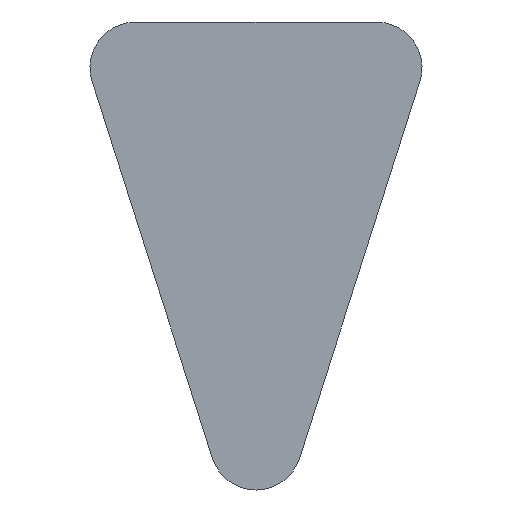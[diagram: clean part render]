
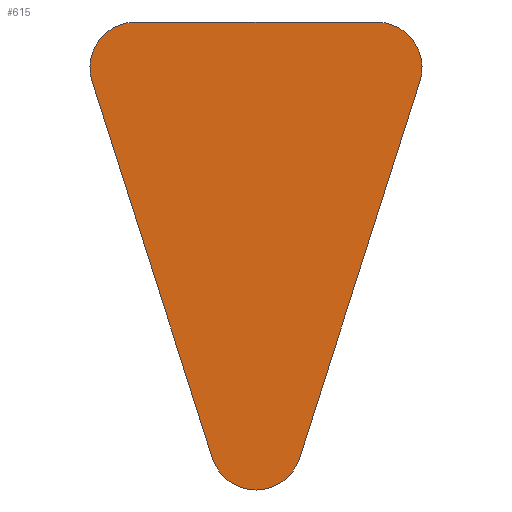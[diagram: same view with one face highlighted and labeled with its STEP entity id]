
A CAD part, front view. The second image highlights one B-rep face of the part: STEP entity #615.
In plain terms, the highlighted planar face has unit normal (0, -1, 0).
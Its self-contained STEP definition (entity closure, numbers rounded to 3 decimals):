
#2 = EDGE_CURVE ( 'NONE', #118, #111, #36, .T. ) ;
#9 = EDGE_CURVE ( 'NONE', #471, #111, #461, .T. ) ;
#16 = DIRECTION ( 'NONE',  ( 1., 0., 0. ) ) ;
#23 = ORIENTED_EDGE ( 'NONE', *, *, #9, .T. ) ;
#25 = VERTEX_POINT ( 'NONE', #402 ) ;
#26 = CIRCLE ( 'NONE', #345, 2.5 ) ;
#34 = ORIENTED_EDGE ( 'NONE', *, *, #478, .F. ) ;
#36 = LINE ( 'NONE', #93, #349 ) ;
#47 = EDGE_CURVE ( 'NONE', #766, #25, #475, .T. ) ;
#88 = CARTESIAN_POINT ( 'NONE',  ( -28.755, 0., 19.912 ) ) ;
#93 = CARTESIAN_POINT ( 'NONE',  ( -45.331, 0., 22.412 ) ) ;
#107 = DIRECTION ( 'NONE',  ( -0.304, 0., -0.953 ) ) ;
#111 = VERTEX_POINT ( 'NONE', #467 ) ;
#118 = VERTEX_POINT ( 'NONE', #476 ) ;
#137 = ORIENTED_EDGE ( 'NONE', *, *, #614, .T. ) ;
#143 = FACE_OUTER_BOUND ( 'NONE', #630, .T. ) ;
#149 = EDGE_CURVE ( 'NONE', #471, #480, #262, .T. ) ;
#150 = CARTESIAN_POINT ( 'NONE',  ( -41.908, 0., 19.912 ) ) ;
#172 = CIRCLE ( 'NONE', #541, 2.5 ) ;
#210 = PLANE ( 'NONE',  #675 ) ;
#217 = LINE ( 'NONE', #260, #375 ) ;
#233 = CARTESIAN_POINT ( 'NONE',  ( -37.713, 0., -1.434 ) ) ;
#245 = VERTEX_POINT ( 'NONE', #358 ) ;
#255 = ORIENTED_EDGE ( 'NONE', *, *, #2, .F. ) ;
#260 = CARTESIAN_POINT ( 'NONE',  ( -35.331, 0., -8.888 ) ) ;
#262 = LINE ( 'NONE', #779, #703 ) ;
#265 = DIRECTION ( 'NONE',  ( -0.304, 0., 0.953 ) ) ;
#329 = CARTESIAN_POINT ( 'NONE',  ( -32.95, 0., -1.434 ) ) ;
#336 = DIRECTION ( 'NONE',  ( 0., 0., -1. ) ) ;
#345 = AXIS2_PLACEMENT_3D ( 'NONE', #150, #636, #446 ) ;
#349 = VECTOR ( 'NONE', #16, 1000. ) ;
#358 = CARTESIAN_POINT ( 'NONE',  ( -44.29, 0., 19.152 ) ) ;
#375 = VECTOR ( 'NONE', #265, 1000. ) ;
#401 = DIRECTION ( 'NONE',  ( 0., 0., -1. ) ) ;
#402 = CARTESIAN_POINT ( 'NONE',  ( -35.331, 0., -3.173 ) ) ;
#414 = DIRECTION ( 'NONE',  ( 0., -1., 0. ) ) ;
#423 = AXIS2_PLACEMENT_3D ( 'NONE', #474, #414, #776 ) ;
#446 = DIRECTION ( 'NONE',  ( 0., 0., -1. ) ) ;
#457 = DIRECTION ( 'NONE',  ( 0., -1., 0. ) ) ;
#460 = DIRECTION ( 'NONE',  ( 0., -1., 0. ) ) ;
#461 = CIRCLE ( 'NONE', #758, 2.5 ) ;
#465 = CARTESIAN_POINT ( 'NONE',  ( 0., 0., 0. ) ) ;
#467 = CARTESIAN_POINT ( 'NONE',  ( -28.755, 0., 22.412 ) ) ;
#471 = VERTEX_POINT ( 'NONE', #628 ) ;
#474 = CARTESIAN_POINT ( 'NONE',  ( -35.331, 0., -0.673 ) ) ;
#475 = CIRCLE ( 'NONE', #423, 2.5 ) ;
#476 = CARTESIAN_POINT ( 'NONE',  ( -41.908, 0., 22.412 ) ) ;
#478 = EDGE_CURVE ( 'NONE', #766, #245, #217, .T. ) ;
#480 = VERTEX_POINT ( 'NONE', #329 ) ;
#519 = DIRECTION ( 'NONE',  ( 0., -1., 0. ) ) ;
#521 = EDGE_CURVE ( 'NONE', #118, #245, #26, .T. ) ;
#541 = AXIS2_PLACEMENT_3D ( 'NONE', #643, #457, #401 ) ;
#558 = ORIENTED_EDGE ( 'NONE', *, *, #521, .T. ) ;
#582 = ORIENTED_EDGE ( 'NONE', *, *, #47, .T. ) ;
#598 = DIRECTION ( 'NONE',  ( 0., 0., -1. ) ) ;
#614 = EDGE_CURVE ( 'NONE', #25, #480, #172, .T. ) ;
#615 = ADVANCED_FACE ( 'NONE', ( #143 ), #210, .T. ) ;
#628 = CARTESIAN_POINT ( 'NONE',  ( -26.373, 0., 19.152 ) ) ;
#630 = EDGE_LOOP ( 'NONE', ( #34, #582, #137, #661, #23, #255, #558 ) ) ;
#636 = DIRECTION ( 'NONE',  ( 0., -1., 0. ) ) ;
#643 = CARTESIAN_POINT ( 'NONE',  ( -35.331, 0., -0.673 ) ) ;
#661 = ORIENTED_EDGE ( 'NONE', *, *, #149, .F. ) ;
#675 = AXIS2_PLACEMENT_3D ( 'NONE', #465, #460, #336 ) ;
#703 = VECTOR ( 'NONE', #107, 1000. ) ;
#758 = AXIS2_PLACEMENT_3D ( 'NONE', #88, #519, #598 ) ;
#766 = VERTEX_POINT ( 'NONE', #233 ) ;
#776 = DIRECTION ( 'NONE',  ( 0., 0., -1. ) ) ;
#779 = CARTESIAN_POINT ( 'NONE',  ( -25.331, 0., 22.412 ) ) ;
